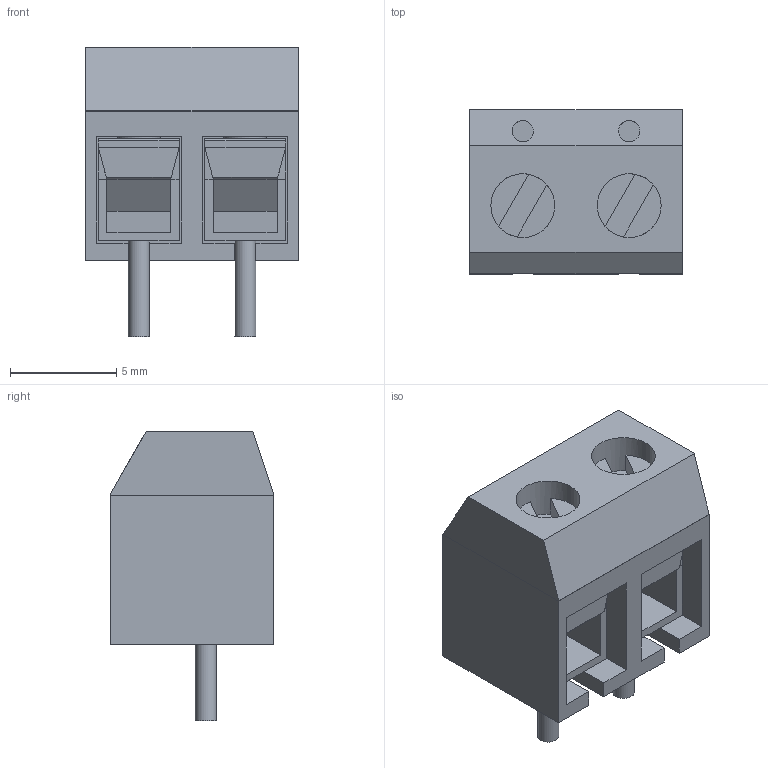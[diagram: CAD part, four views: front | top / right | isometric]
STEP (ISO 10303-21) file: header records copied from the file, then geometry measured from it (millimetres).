
FILE_DESCRIPTION(('FreeCAD Model'),'2;1');
FILE_NAME('Open CASCADE Shape Model','2022-02-22T16:05:03',(''),(''), 'Open CASCADE STEP processor 7.5','FreeCAD','Unknown');
FILE_SCHEMA(('AUTOMOTIVE_DESIGN { 1 0 10303 214 1 1 1 1 }'));
Length unit declared in the file: millimetre
Products named in the file (1): KF301-5.0-2P
Bounding box: 10 x 7.7 x 13.6 mm (x, y, z)
Volume: 494.5 mm3; surface area: 1346.4 mm2
Topology: 1 solids, 1 shells, 110 faces, 282 edges, 180 vertices
Faces by surface type: plane 96, cylinder 14
Full cylindrical faces by diameter (mm): 1 x4, 2 x4, 3 x4
Entity records: 7337 total; most frequent: CARTESIAN_POINT 1335, DIRECTION 1094, LINE 732, VECTOR 732, ORIENTED_EDGE 564, PCURVE 564, DEFINITIONAL_REPRESENTATION 564, EDGE_CURVE 282
